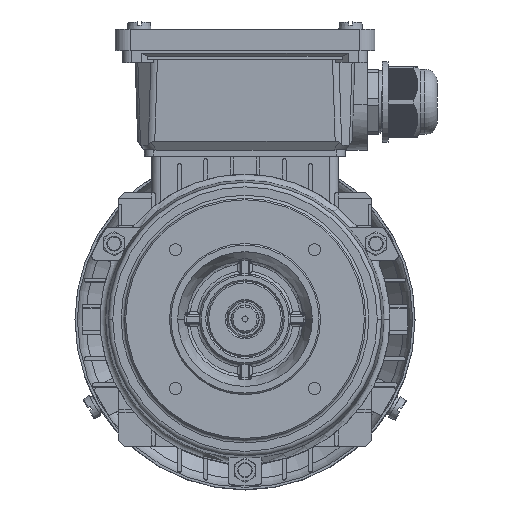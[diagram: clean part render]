
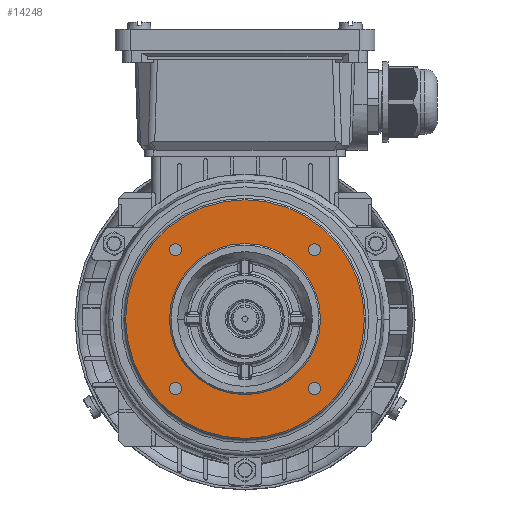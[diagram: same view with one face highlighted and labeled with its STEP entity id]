
A CAD part, top view. The second image highlights one B-rep face of the part: STEP entity #14248.
In plain terms, the highlighted planar face has unit normal (0, 0, 1).
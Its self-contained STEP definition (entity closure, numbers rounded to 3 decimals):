
#1872=PLANE('',#57491);
#2780=FACE_BOUND('',#20424,.T.);
#2781=FACE_BOUND('',#20425,.T.);
#2782=FACE_BOUND('',#20426,.T.);
#2783=FACE_BOUND('',#20427,.T.);
#2784=FACE_BOUND('',#20428,.T.);
#2785=FACE_BOUND('',#20429,.T.);
#14248=ADVANCED_FACE('',(#2780,#2781,#2782,#2783,#2784,#2785),#1872,.T.);
#20424=EDGE_LOOP('',(#34269));
#20425=EDGE_LOOP('',(#34270,#34271));
#20426=EDGE_LOOP('',(#34272,#34273));
#20427=EDGE_LOOP('',(#34274,#34275));
#20428=EDGE_LOOP('',(#34276,#34277));
#20429=EDGE_LOOP('',(#34278));
#22935=CIRCLE('',#57481,39.5);
#22936=CIRCLE('',#57482,2.);
#22937=CIRCLE('',#57483,2.);
#22938=CIRCLE('',#57484,2.);
#22939=CIRCLE('',#57485,2.);
#22940=CIRCLE('',#57486,2.);
#22941=CIRCLE('',#57487,2.);
#22942=CIRCLE('',#57488,2.);
#22943=CIRCLE('',#57489,2.);
#22944=CIRCLE('',#57490,25.);
#34269=ORIENTED_EDGE('',*,*,#50174,.T.);
#34270=ORIENTED_EDGE('',*,*,#50175,.T.);
#34271=ORIENTED_EDGE('',*,*,#50176,.T.);
#34272=ORIENTED_EDGE('',*,*,#50177,.T.);
#34273=ORIENTED_EDGE('',*,*,#50178,.T.);
#34274=ORIENTED_EDGE('',*,*,#50179,.T.);
#34275=ORIENTED_EDGE('',*,*,#50180,.T.);
#34276=ORIENTED_EDGE('',*,*,#50181,.T.);
#34277=ORIENTED_EDGE('',*,*,#50182,.T.);
#34278=ORIENTED_EDGE('',*,*,#50183,.F.);
#43261=VERTEX_POINT('',#93005);
#43262=VERTEX_POINT('',#93007);
#43263=VERTEX_POINT('',#93008);
#43264=VERTEX_POINT('',#93011);
#43265=VERTEX_POINT('',#93012);
#43266=VERTEX_POINT('',#93015);
#43267=VERTEX_POINT('',#93016);
#43268=VERTEX_POINT('',#93019);
#43269=VERTEX_POINT('',#93020);
#43270=VERTEX_POINT('',#93023);
#50174=EDGE_CURVE('',#43261,#43261,#22935,.T.);
#50175=EDGE_CURVE('',#43262,#43263,#22936,.T.);
#50176=EDGE_CURVE('',#43263,#43262,#22937,.T.);
#50177=EDGE_CURVE('',#43264,#43265,#22938,.T.);
#50178=EDGE_CURVE('',#43265,#43264,#22939,.T.);
#50179=EDGE_CURVE('',#43266,#43267,#22940,.T.);
#50180=EDGE_CURVE('',#43267,#43266,#22941,.T.);
#50181=EDGE_CURVE('',#43268,#43269,#22942,.T.);
#50182=EDGE_CURVE('',#43269,#43268,#22943,.T.);
#50183=EDGE_CURVE('',#43270,#43270,#22944,.T.);
#57481=AXIS2_PLACEMENT_3D('',#93004,#68795,#68796);
#57482=AXIS2_PLACEMENT_3D('',#93006,#68797,#68798);
#57483=AXIS2_PLACEMENT_3D('',#93009,#68799,#68800);
#57484=AXIS2_PLACEMENT_3D('',#93010,#68801,#68802);
#57485=AXIS2_PLACEMENT_3D('',#93013,#68803,#68804);
#57486=AXIS2_PLACEMENT_3D('',#93014,#68805,#68806);
#57487=AXIS2_PLACEMENT_3D('',#93017,#68807,#68808);
#57488=AXIS2_PLACEMENT_3D('',#93018,#68809,#68810);
#57489=AXIS2_PLACEMENT_3D('',#93021,#68811,#68812);
#57490=AXIS2_PLACEMENT_3D('',#93022,#68813,#68814);
#57491=AXIS2_PLACEMENT_3D('',#93024,#68815,#68816);
#68795=DIRECTION('',(0.,0.,1.));
#68796=DIRECTION('',(1.,0.,0.));
#68797=DIRECTION('',(0.,0.,-1.));
#68798=DIRECTION('',(1.,0.,0.));
#68799=DIRECTION('',(0.,0.,-1.));
#68800=DIRECTION('',(1.,0.,0.));
#68801=DIRECTION('',(0.,0.,-1.));
#68802=DIRECTION('',(1.,0.,0.));
#68803=DIRECTION('',(0.,0.,-1.));
#68804=DIRECTION('',(1.,0.,0.));
#68805=DIRECTION('',(0.,0.,-1.));
#68806=DIRECTION('',(1.,0.,0.));
#68807=DIRECTION('',(0.,0.,-1.));
#68808=DIRECTION('',(1.,0.,0.));
#68809=DIRECTION('',(0.,0.,-1.));
#68810=DIRECTION('',(1.,0.,0.));
#68811=DIRECTION('',(0.,0.,-1.));
#68812=DIRECTION('',(1.,0.,0.));
#68813=DIRECTION('',(0.,0.,1.));
#68814=DIRECTION('',(1.,0.,0.));
#68815=DIRECTION('',(0.,0.,1.));
#68816=DIRECTION('',(-1.,0.,0.));
#93004=CARTESIAN_POINT('',(3.419,-1.496,71.5));
#93005=CARTESIAN_POINT('',(42.919,-1.496,71.5));
#93006=CARTESIAN_POINT('',(-19.562,-24.477,71.5));
#93007=CARTESIAN_POINT('',(-17.562,-24.477,71.5));
#93008=CARTESIAN_POINT('',(-21.562,-24.477,71.5));
#93009=CARTESIAN_POINT('',(-19.562,-24.477,71.5));
#93010=CARTESIAN_POINT('',(-19.562,21.485,71.5));
#93011=CARTESIAN_POINT('',(-17.562,21.485,71.5));
#93012=CARTESIAN_POINT('',(-21.562,21.485,71.5));
#93013=CARTESIAN_POINT('',(-19.562,21.485,71.5));
#93014=CARTESIAN_POINT('',(26.4,21.485,71.5));
#93015=CARTESIAN_POINT('',(28.4,21.485,71.5));
#93016=CARTESIAN_POINT('',(24.4,21.485,71.5));
#93017=CARTESIAN_POINT('',(26.4,21.485,71.5));
#93018=CARTESIAN_POINT('',(26.4,-24.477,71.5));
#93019=CARTESIAN_POINT('',(28.4,-24.477,71.5));
#93020=CARTESIAN_POINT('',(24.4,-24.477,71.5));
#93021=CARTESIAN_POINT('',(26.4,-24.477,71.5));
#93022=CARTESIAN_POINT('',(3.419,-1.496,71.5));
#93023=CARTESIAN_POINT('',(28.419,-1.496,71.5));
#93024=CARTESIAN_POINT('',(3.419,-16.903,71.5));
